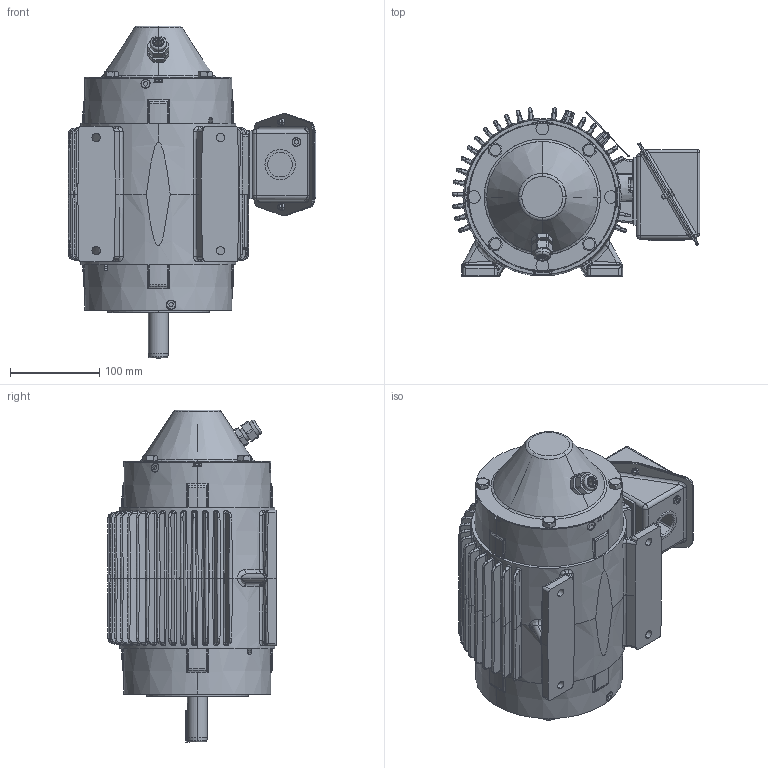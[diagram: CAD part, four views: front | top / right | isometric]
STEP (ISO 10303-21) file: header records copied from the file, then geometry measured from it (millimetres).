
FILE_DESCRIPTION (( 'STEP AP214' ), '1' );
FILE_NAME ('107387-625_Rev00 r1 w Y540 elec box r1.STEP', '2022-01-27T15:39:53', ( '' ), ( '' ), 'SwSTEP 2.0', 'SolidWorks 2017', '' );
FILE_SCHEMA (( 'AUTOMOTIVE_DESIGN' ));
Length unit declared in the file: inch
Products named in the file (1): 107387-625_Rev00 r1 w Y540 elec box r1
Bounding box: 278.2 x 188.89 x 372.85 mm (x, y, z)
Volume: 2196091.8 mm3; surface area: 761493.6 mm2
Topology: 32 solids, 32 shells, 3253 faces, 8020 edges, 4818 vertices
Faces by surface type: bspline 1031, plane 683, cylinder 676, cone 397, torus 363, sphere 103
Entity records: 158770 total; most frequent: CARTESIAN_POINT 89587, ORIENTED_EDGE 15836, DIRECTION 12516, EDGE_CURVE 7918, AXIS2_PLACEMENT_3D 5224, VERTEX_POINT 4818, EDGE_LOOP 3440, FACE_OUTER_BOUND 3253
